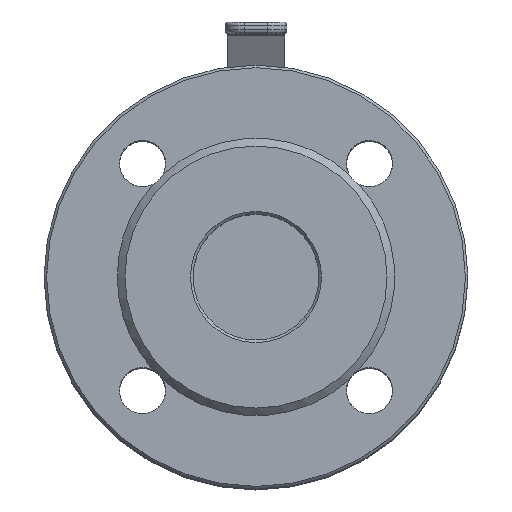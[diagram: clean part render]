
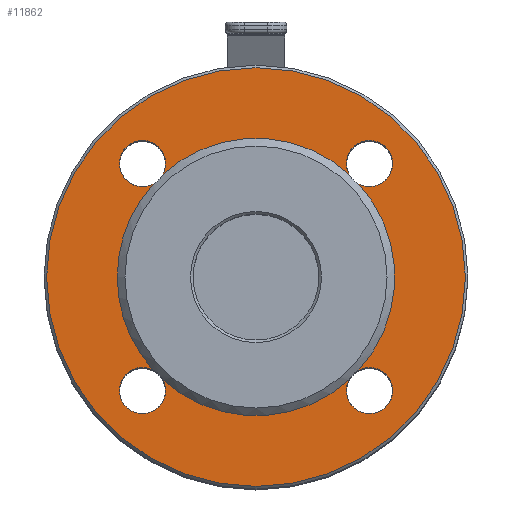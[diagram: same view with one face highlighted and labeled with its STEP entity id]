
A CAD part, top view. The second image highlights one B-rep face of the part: STEP entity #11862.
In plain terms, the highlighted face is planar.
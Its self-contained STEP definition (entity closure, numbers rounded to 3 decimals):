
#386=FACE_BOUND('',#3973,.T.);
#646=PLANE('',#13148);
#3230=FACE_OUTER_BOUND('',#3972,.T.);
#3972=EDGE_LOOP('',(#10195));
#3973=EDGE_LOOP('',(#10196,#10197,#10198,#10199,#10200,#10201,#10202,#10203,
#10204,#10205,#10206,#10207,#10208));
#4549=CIRCLE('',#13144,81.5);
#4552=CIRCLE('',#13149,54.);
#4553=CIRCLE('',#13150,9.);
#4554=CIRCLE('',#13151,9.);
#4555=CIRCLE('',#13152,54.);
#4556=CIRCLE('',#13153,9.);
#4557=CIRCLE('',#13154,9.);
#4558=CIRCLE('',#13155,54.);
#4559=CIRCLE('',#13156,9.);
#4560=CIRCLE('',#13157,9.);
#4561=CIRCLE('',#13158,54.);
#4562=CIRCLE('',#13159,54.);
#4563=CIRCLE('',#13160,9.);
#4564=CIRCLE('',#13161,9.);
#5519=VERTEX_POINT('',#22810);
#5522=VERTEX_POINT('',#22820);
#5523=VERTEX_POINT('',#22821);
#5524=VERTEX_POINT('',#22823);
#5525=VERTEX_POINT('',#22825);
#5526=VERTEX_POINT('',#22827);
#5527=VERTEX_POINT('',#22829);
#5528=VERTEX_POINT('',#22831);
#5529=VERTEX_POINT('',#22833);
#5530=VERTEX_POINT('',#22835);
#5531=VERTEX_POINT('',#22837);
#5532=VERTEX_POINT('',#22839);
#5533=VERTEX_POINT('',#22841);
#5534=VERTEX_POINT('',#22843);
#7092=EDGE_CURVE('',#5519,#5519,#4549,.T.);
#7096=EDGE_CURVE('',#5522,#5523,#4552,.T.);
#7097=EDGE_CURVE('',#5524,#5522,#4553,.T.);
#7098=EDGE_CURVE('',#5525,#5524,#4554,.T.);
#7099=EDGE_CURVE('',#5526,#5525,#4555,.T.);
#7100=EDGE_CURVE('',#5527,#5526,#4556,.T.);
#7101=EDGE_CURVE('',#5528,#5527,#4557,.T.);
#7102=EDGE_CURVE('',#5529,#5528,#4558,.T.);
#7103=EDGE_CURVE('',#5530,#5529,#4559,.T.);
#7104=EDGE_CURVE('',#5531,#5530,#4560,.T.);
#7105=EDGE_CURVE('',#5532,#5531,#4561,.T.);
#7106=EDGE_CURVE('',#5533,#5532,#4562,.T.);
#7107=EDGE_CURVE('',#5534,#5533,#4563,.T.);
#7108=EDGE_CURVE('',#5523,#5534,#4564,.T.);
#10195=ORIENTED_EDGE('',*,*,#7092,.F.);
#10196=ORIENTED_EDGE('',*,*,#7096,.F.);
#10197=ORIENTED_EDGE('',*,*,#7097,.F.);
#10198=ORIENTED_EDGE('',*,*,#7098,.F.);
#10199=ORIENTED_EDGE('',*,*,#7099,.F.);
#10200=ORIENTED_EDGE('',*,*,#7100,.F.);
#10201=ORIENTED_EDGE('',*,*,#7101,.F.);
#10202=ORIENTED_EDGE('',*,*,#7102,.F.);
#10203=ORIENTED_EDGE('',*,*,#7103,.F.);
#10204=ORIENTED_EDGE('',*,*,#7104,.F.);
#10205=ORIENTED_EDGE('',*,*,#7105,.F.);
#10206=ORIENTED_EDGE('',*,*,#7106,.F.);
#10207=ORIENTED_EDGE('',*,*,#7107,.F.);
#10208=ORIENTED_EDGE('',*,*,#7108,.F.);
#11862=ADVANCED_FACE('',(#3230,#386),#646,.F.);
#13144=AXIS2_PLACEMENT_3D('',#22812,#16067,#16068);
#13148=AXIS2_PLACEMENT_3D('',#22819,#16076,#16077);
#13149=AXIS2_PLACEMENT_3D('',#22822,#16078,#16079);
#13150=AXIS2_PLACEMENT_3D('',#22824,#16080,#16081);
#13151=AXIS2_PLACEMENT_3D('',#22826,#16082,#16083);
#13152=AXIS2_PLACEMENT_3D('',#22828,#16084,#16085);
#13153=AXIS2_PLACEMENT_3D('',#22830,#16086,#16087);
#13154=AXIS2_PLACEMENT_3D('',#22832,#16088,#16089);
#13155=AXIS2_PLACEMENT_3D('',#22834,#16090,#16091);
#13156=AXIS2_PLACEMENT_3D('',#22836,#16092,#16093);
#13157=AXIS2_PLACEMENT_3D('',#22838,#16094,#16095);
#13158=AXIS2_PLACEMENT_3D('',#22840,#16096,#16097);
#13159=AXIS2_PLACEMENT_3D('',#22842,#16098,#16099);
#13160=AXIS2_PLACEMENT_3D('',#22844,#16100,#16101);
#13161=AXIS2_PLACEMENT_3D('',#22845,#16102,#16103);
#16067=DIRECTION('center_axis',(0.,0.,1.));
#16068=DIRECTION('ref_axis',(-1.,0.,0.));
#16076=DIRECTION('center_axis',(0.,0.,1.));
#16077=DIRECTION('ref_axis',(1.,0.,0.));
#16078=DIRECTION('center_axis',(0.,0.,-1.));
#16079=DIRECTION('ref_axis',(-1.,0.,0.));
#16080=DIRECTION('center_axis',(0.,0.,-1.));
#16081=DIRECTION('ref_axis',(-1.,0.,0.));
#16082=DIRECTION('center_axis',(0.,0.,-1.));
#16083=DIRECTION('ref_axis',(-1.,0.,0.));
#16084=DIRECTION('center_axis',(0.,0.,-1.));
#16085=DIRECTION('ref_axis',(-1.,0.,0.));
#16086=DIRECTION('center_axis',(0.,0.,-1.));
#16087=DIRECTION('ref_axis',(-1.,0.,0.));
#16088=DIRECTION('center_axis',(0.,0.,-1.));
#16089=DIRECTION('ref_axis',(-1.,0.,0.));
#16090=DIRECTION('center_axis',(0.,0.,-1.));
#16091=DIRECTION('ref_axis',(-1.,0.,0.));
#16092=DIRECTION('center_axis',(0.,0.,-1.));
#16093=DIRECTION('ref_axis',(-1.,0.,0.));
#16094=DIRECTION('center_axis',(0.,0.,-1.));
#16095=DIRECTION('ref_axis',(-1.,0.,0.));
#16096=DIRECTION('center_axis',(0.,0.,-1.));
#16097=DIRECTION('ref_axis',(-1.,0.,0.));
#16098=DIRECTION('center_axis',(0.,0.,-1.));
#16099=DIRECTION('ref_axis',(-1.,0.,0.));
#16100=DIRECTION('center_axis',(0.,0.,-1.));
#16101=DIRECTION('ref_axis',(-1.,0.,0.));
#16102=DIRECTION('center_axis',(0.,0.,-1.));
#16103=DIRECTION('ref_axis',(-1.,0.,0.));
#22810=CARTESIAN_POINT('',(81.5,0.,0.));
#22812=CARTESIAN_POINT('Origin',(0.,0.,0.));
#22819=CARTESIAN_POINT('Origin',(0.,0.,0.));
#22820=CARTESIAN_POINT('',(-36.191,40.078,0.));
#22821=CARTESIAN_POINT('',(36.191,40.078,0.));
#22822=CARTESIAN_POINT('Origin',(0.,0.,0.));
#22823=CARTESIAN_POINT('',(-35.194,44.194,0.));
#22824=CARTESIAN_POINT('Origin',(-44.194,44.194,0.));
#22825=CARTESIAN_POINT('',(-40.078,36.191,0.));
#22826=CARTESIAN_POINT('Origin',(-44.194,44.194,0.));
#22827=CARTESIAN_POINT('',(-40.078,-36.191,0.));
#22828=CARTESIAN_POINT('Origin',(0.,0.,0.));
#22829=CARTESIAN_POINT('',(-35.194,-44.194,0.));
#22830=CARTESIAN_POINT('Origin',(-44.194,-44.194,0.));
#22831=CARTESIAN_POINT('',(-36.191,-40.078,0.));
#22832=CARTESIAN_POINT('Origin',(-44.194,-44.194,0.));
#22833=CARTESIAN_POINT('',(36.191,-40.078,0.));
#22834=CARTESIAN_POINT('Origin',(0.,0.,0.));
#22835=CARTESIAN_POINT('',(53.194,-44.194,0.));
#22836=CARTESIAN_POINT('Origin',(44.194,-44.194,0.));
#22837=CARTESIAN_POINT('',(40.078,-36.191,0.));
#22838=CARTESIAN_POINT('Origin',(44.194,-44.194,0.));
#22839=CARTESIAN_POINT('',(54.,0.,0.));
#22840=CARTESIAN_POINT('Origin',(0.,0.,0.));
#22841=CARTESIAN_POINT('',(40.078,36.191,0.));
#22842=CARTESIAN_POINT('Origin',(0.,0.,0.));
#22843=CARTESIAN_POINT('',(53.194,44.194,0.));
#22844=CARTESIAN_POINT('Origin',(44.194,44.194,0.));
#22845=CARTESIAN_POINT('Origin',(44.194,44.194,0.));
